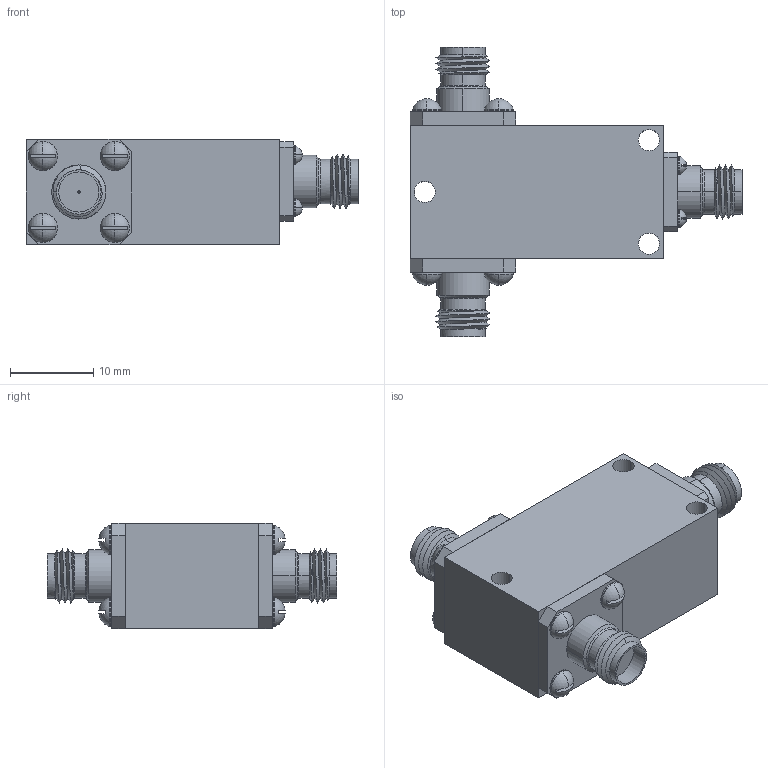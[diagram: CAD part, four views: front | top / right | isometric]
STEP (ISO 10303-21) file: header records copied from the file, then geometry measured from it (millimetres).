
FILE_DESCRIPTION (( 'STEP AP203' ), '1' );
FILE_NAME ('SCV-000183202505-SFSF-U3.STEP', '2019-07-18T18:23:25', ( '' ), ( '' ), 'SwSTEP 2.0', 'SolidWorks 2016', '' );
FILE_SCHEMA (( 'CONFIG_CONTROL_DESIGN' ));
Length unit declared in the file: inch
Products named in the file (1): SCV-000183202505-SFSF-U3
Bounding box: 39.88 x 34.8 x 12.7 mm (x, y, z)
Volume: 7293.2 mm3; surface area: 4861.1 mm2
Topology: 24 solids, 24 shells, 812 faces, 2177 edges, 1432 vertices
Faces by surface type: cylinder 522, plane 122, torus 54, cone 48, bspline 42, sphere 24
Entity records: 45788 total; most frequent: CARTESIAN_POINT 27913, ORIENTED_EDGE 4354, DIRECTION 3220, EDGE_CURVE 2177, VERTEX_POINT 1432, AXIS2_PLACEMENT_3D 1277, EDGE_LOOP 861, FACE_OUTER_BOUND 812
